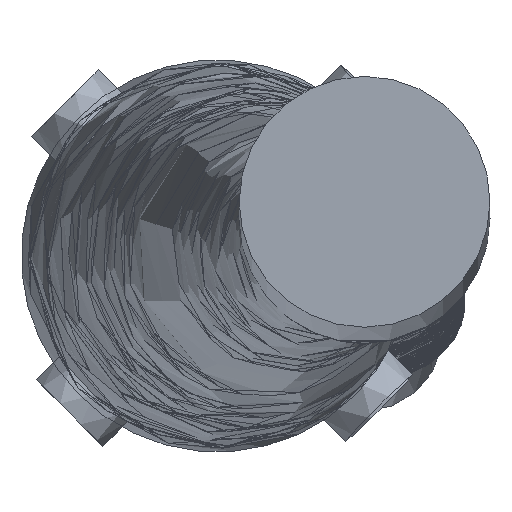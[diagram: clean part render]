
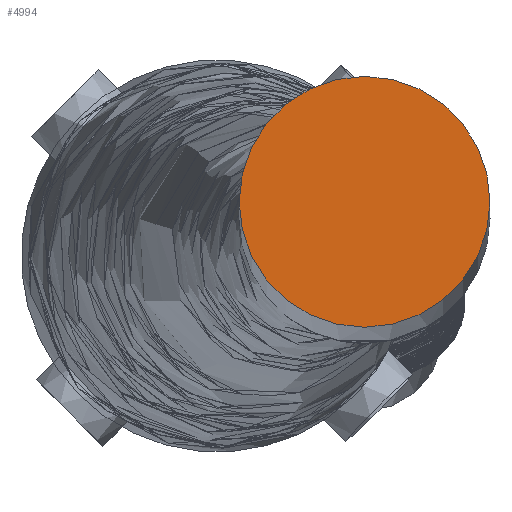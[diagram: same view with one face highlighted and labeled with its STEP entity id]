
A CAD part, top view. The second image highlights one B-rep face of the part: STEP entity #4994.
In plain terms, the highlighted face is planar.
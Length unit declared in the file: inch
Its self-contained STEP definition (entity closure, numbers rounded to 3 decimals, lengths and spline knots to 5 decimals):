
#282=PLANE('',#5367);
#1144=FACE_OUTER_BOUND('',#1538,.T.);
#1538=EDGE_LOOP('',(#4575,#4576));
#2029=CIRCLE('',#5368,0.08);
#2030=CIRCLE('',#5369,0.08);
#2522=VERTEX_POINT('',#14436);
#2523=VERTEX_POINT('',#14437);
#3222=EDGE_CURVE('',#2522,#2523,#2029,.T.);
#3223=EDGE_CURVE('',#2523,#2522,#2030,.T.);
#4575=ORIENTED_EDGE('',*,*,#3222,.F.);
#4576=ORIENTED_EDGE('',*,*,#3223,.F.);
#4994=ADVANCED_FACE('',(#1144),#282,.T.);
#5367=AXIS2_PLACEMENT_3D('',#14435,#6246,#6247);
#5368=AXIS2_PLACEMENT_3D('',#14438,#6248,#6249);
#5369=AXIS2_PLACEMENT_3D('',#14439,#6250,#6251);
#6246=DIRECTION('center_axis',(-1.,0.,0.));
#6247=DIRECTION('ref_axis',(0.,0.,1.));
#6248=DIRECTION('center_axis',(1.,0.,0.));
#6249=DIRECTION('ref_axis',(0.,0.,-1.));
#6250=DIRECTION('center_axis',(1.,0.,0.));
#6251=DIRECTION('ref_axis',(0.,0.,-1.));
#14435=CARTESIAN_POINT('Origin',(-15.3,0.08,0.));
#14436=CARTESIAN_POINT('',(-15.3,0.08,0.));
#14437=CARTESIAN_POINT('',(-15.3,-0.08,0.));
#14438=CARTESIAN_POINT('Origin',(-15.3,0.,0.));
#14439=CARTESIAN_POINT('Origin',(-15.3,0.,0.));
